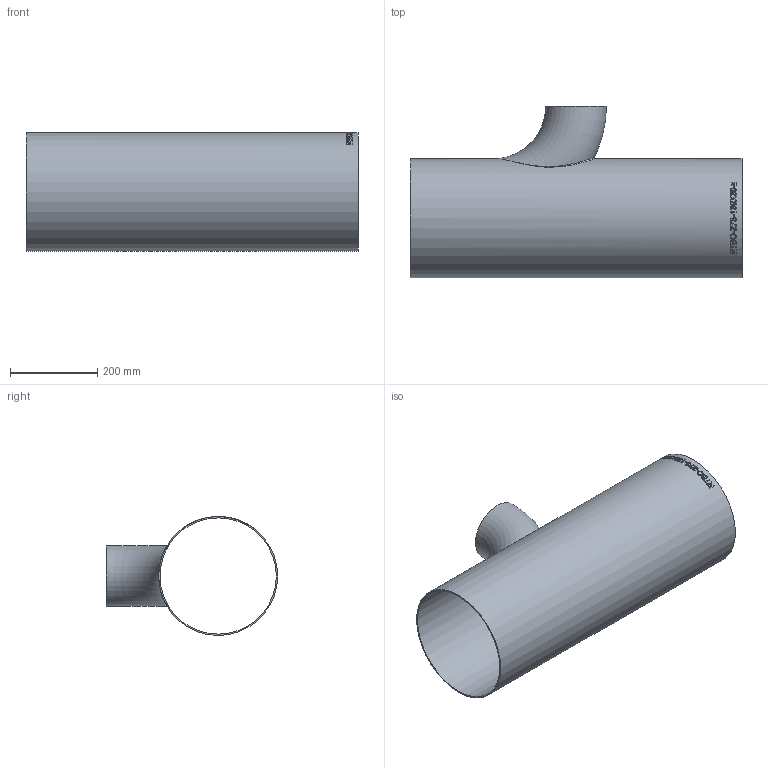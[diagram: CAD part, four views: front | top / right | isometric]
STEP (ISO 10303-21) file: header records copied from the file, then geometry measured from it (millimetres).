
FILE_DESCRIPTION (( 'STEP AP214' ), '1' );
FILE_NAME ('RTBO-273-139X30-x T-Bogen reduziert 2005.STEP', '2020-05-25T12:50:22', ( '' ), ( '' ), 'SwSTEP 2.0', 'SolidWorks 2019', '' );
FILE_SCHEMA (( 'AUTOMOTIVE_DESIGN' ));
Length unit declared in the file: millimetre
Products named in the file (1): RTBO-273-139X30-x T-Bogen reduziert 2005
Bounding box: 762 x 393.15 x 273 mm (x, y, z)
Volume: 2194722.6 mm3; surface area: 1381381.3 mm2
Topology: 1 solids, 1 shells, 233 faces, 622 edges, 415 vertices
Faces by surface type: bspline 143, plane 62, cylinder 25, torus 2, cone 1
Full cylindrical faces by diameter (mm): 267 x1, 273 x1
Entity records: 45616 total; most frequent: CARTESIAN_POINT 38655, ORIENTED_EDGE 1222, EDGE_CURVE 611, B_SPLINE_CURVE_WITH_KNOTS 447, DIRECTION 426, VERTEX_POINT 411, EDGE_LOOP 268, FACE_OUTER_BOUND 239
